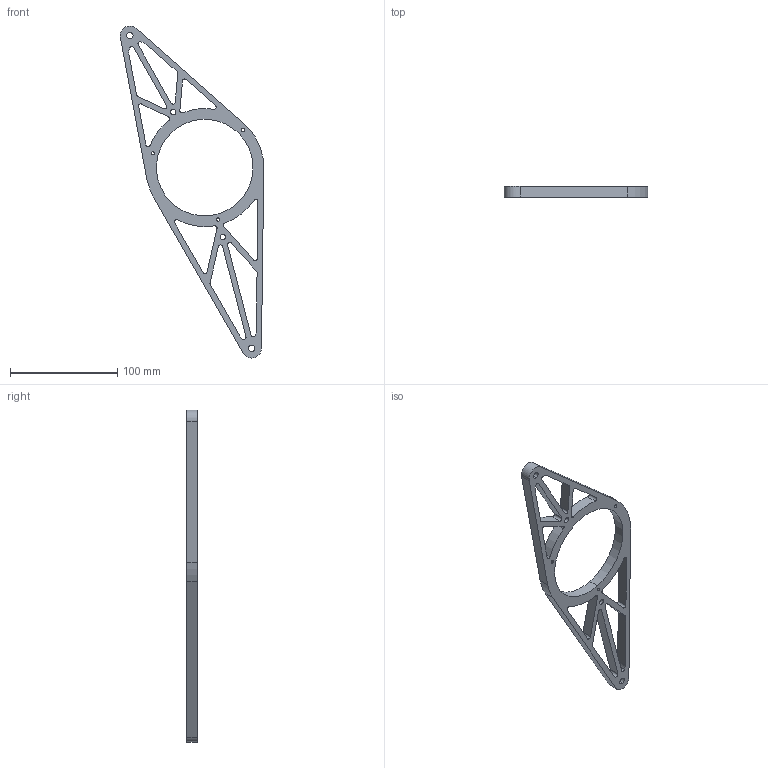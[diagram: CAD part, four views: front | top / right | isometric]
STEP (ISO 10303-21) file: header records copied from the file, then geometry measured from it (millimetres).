
FILE_DESCRIPTION(('CATIA V5 STEP Exchange'),'2;1');
FILE_NAME('Spoolmount_2020.stp','2020-07-23T13:10:39+00:00',('none'),('none'),'CATIA Version 5 Release 21 GA (IN-10)','CATIA V5 STEP AP203','none');
FILE_SCHEMA(('CONFIG_CONTROL_DESIGN'));
Length unit declared in the file: millimetre
Products named in the file (1): spool mnt1
Bounding box: 133.74 x 10 x 309.25 mm (x, y, z)
Volume: 80308.8 mm3; surface area: 38779.1 mm2
Topology: 1 solids, 1 shells, 78 faces, 228 edges, 152 vertices
Faces by surface type: cylinder 52, plane 26
Entity records: 2583 total; most frequent: ORIENTED_EDGE 456, CARTESIAN_POINT 448, DIRECTION 362, EDGE_CURVE 228, AXIS2_PLACEMENT_3D 172, VERTEX_POINT 152, VECTOR 124, LINE 124
